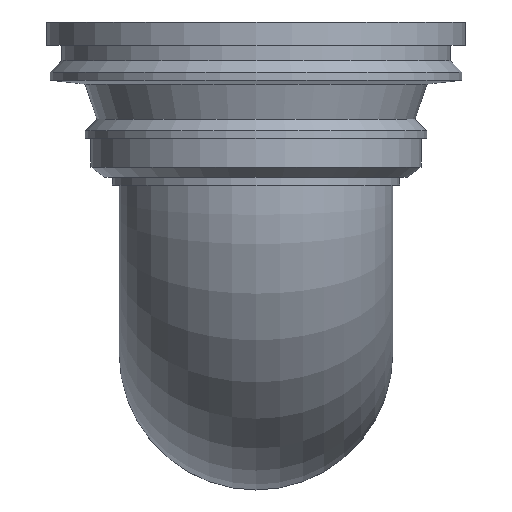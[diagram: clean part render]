
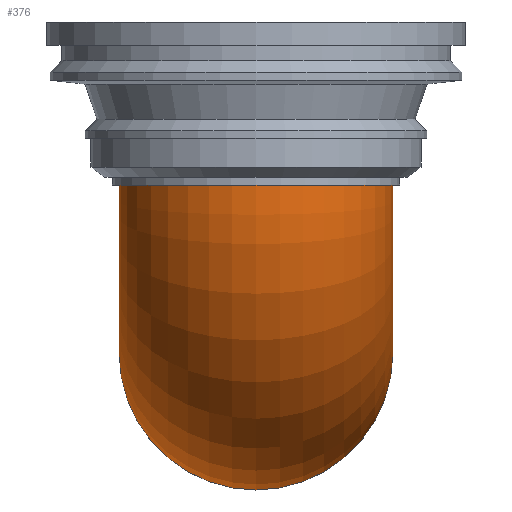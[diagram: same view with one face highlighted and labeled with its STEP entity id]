
A CAD part, left-side view. The second image highlights one B-rep face of the part: STEP entity #376.
In plain terms, the highlighted toroidal (fillet/blend) face has major radius 43.25 mm and minor radius 35.25 mm.
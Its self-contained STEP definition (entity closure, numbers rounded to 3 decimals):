
#21=TOROIDAL_SURFACE('',#449,43.25,35.25);
#93=ORIENTED_EDGE('',*,*,#134,.T.);
#94=ORIENTED_EDGE('',*,*,#130,.F.);
#130=EDGE_CURVE('',#163,#163,#196,.T.);
#134=EDGE_CURVE('',#167,#167,#200,.T.);
#163=VERTEX_POINT('',#667);
#167=VERTEX_POINT('',#679);
#196=CIRCLE('',#442,35.25);
#200=CIRCLE('',#450,35.25);
#258=EDGE_LOOP('',(#93));
#259=EDGE_LOOP('',(#94));
#324=FACE_BOUND('',#258,.T.);
#325=FACE_BOUND('',#259,.T.);
#376=ADVANCED_FACE('',(#324,#325),#21,.T.);
#442=AXIS2_PLACEMENT_3D('',#666,#556,#557);
#449=AXIS2_PLACEMENT_3D('',#677,#570,#571);
#450=AXIS2_PLACEMENT_3D('',#678,#572,#573);
#556=DIRECTION('',(0.,0.,1.));
#557=DIRECTION('',(1.,0.,0.));
#570=DIRECTION('',(0.,1.,0.));
#571=DIRECTION('',(0.,0.,1.));
#572=DIRECTION('',(-1.,0.,0.017));
#573=DIRECTION('',(0.017,0.,1.));
#666=CARTESIAN_POINT('',(0.,0.,-42.));
#667=CARTESIAN_POINT('',(35.25,0.,-42.));
#677=CARTESIAN_POINT('',(43.25,0.,-42.));
#678=CARTESIAN_POINT('',(42.495,0.,-85.243));
#679=CARTESIAN_POINT('',(43.11,0.,-49.999));
